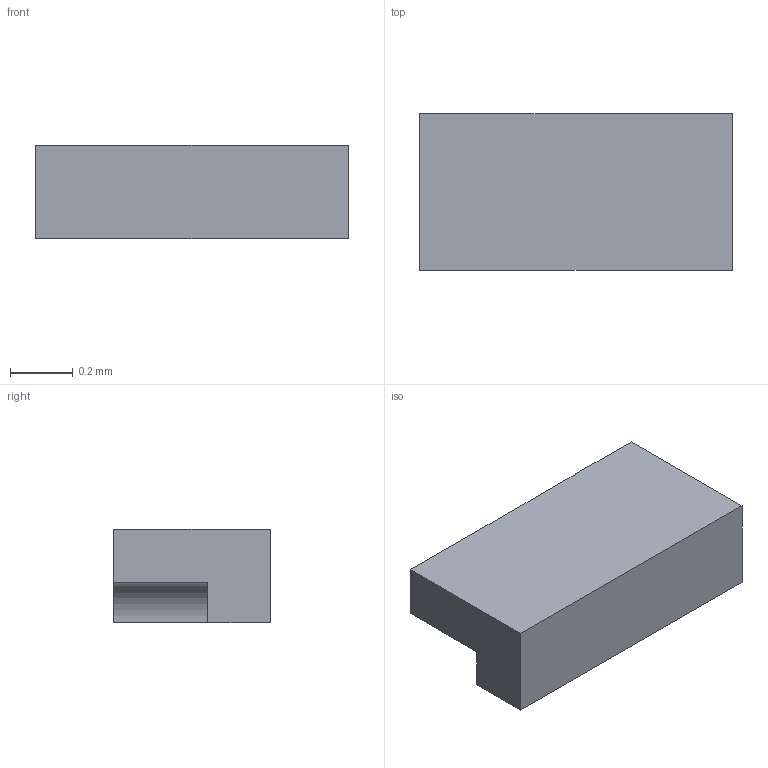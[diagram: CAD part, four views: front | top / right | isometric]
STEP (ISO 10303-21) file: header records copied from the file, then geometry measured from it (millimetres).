
FILE_DESCRIPTION(('FreeCAD Model'),'2;1');
FILE_NAME('LR_VH9F_20160315_geometry.step', '2018-03-20T19:42:48',('kicad StepUp'),('ksu MCAD'), 'Open CASCADE STEP processor 6.8','FreeCAD','Unknown');
FILE_SCHEMA(('AUTOMOTIVE_DESIGN_CC2 { 1 2 10303 214 -1 1 5 4 }'));
Length unit declared in the file: millimetre
Products named in the file (2): ASSEMBLY; LR_VH9F_20160315_geometry
Assembly tree (1 placements, depth 2):
  ASSEMBLY
    LR_VH9F_20160315_geometry
Bounding box: 1 x 0.5 x 0.3 mm (x, y, z)
Volume: 0.1 mm3; surface area: 1.9 mm2
Topology: 1 solids, 1 shells, 16 faces, 46 edges, 32 vertices
Faces by surface type: plane 14, cylinder 2
Entity records: 572 total; most frequent: CARTESIAN_POINT 117, ORIENTED_EDGE 92, DIRECTION 79, EDGE_CURVE 46, LINE 35, VECTOR 35, VERTEX_POINT 32, AXIS2_PLACEMENT_3D 22
